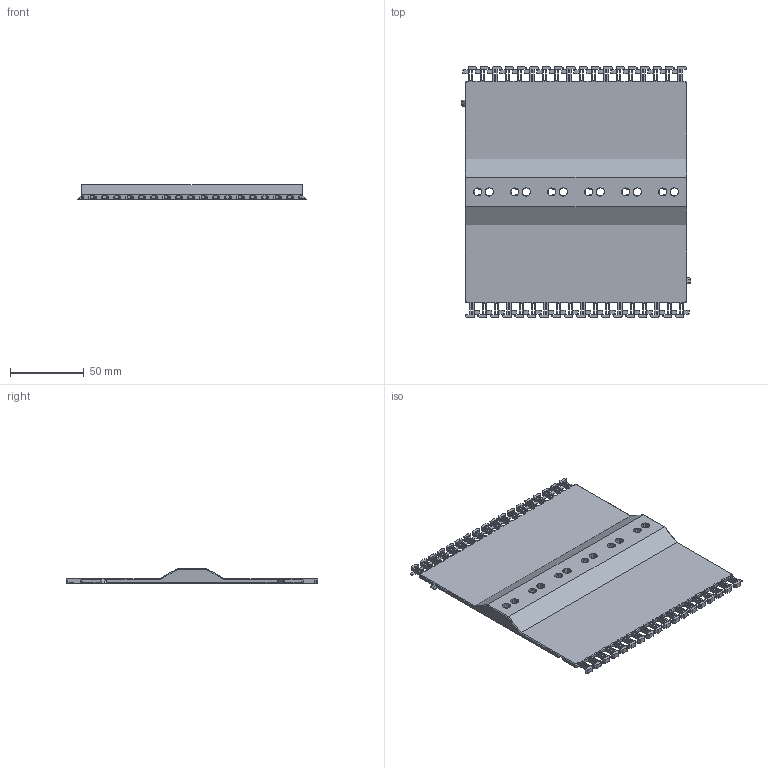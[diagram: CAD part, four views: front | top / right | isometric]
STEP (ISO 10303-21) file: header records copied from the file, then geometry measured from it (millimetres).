
FILE_DESCRIPTION(('FreeCAD Model'),'2;1');
FILE_NAME('Open CASCADE Shape Model','2025-04-22T17:39:19',(''),(''), 'Open CASCADE STEP processor 7.8','FreeCAD','Unknown');
FILE_SCHEMA(('AUTOMOTIVE_DESIGN { 1 0 10303 214 1 1 1 1 }'));
Length unit declared in the file: millimetre
Products named in the file (1): Comb
Bounding box: 154.8 x 170 x 10 mm (x, y, z)
Volume: 98436.9 mm3; surface area: 56921.6 mm2
Topology: 1 solids, 1 shells, 1254 faces, 3702 edges, 2452 vertices
Faces by surface type: plane 746, cylinder 466, extrusion 30, cone 12
Full cylindrical faces by diameter (mm): 5.4 x6
Entity records: 44480 total; most frequent: CARTESIAN_POINT 9679, ORIENTED_EDGE 7404, DIRECTION 7334, EDGE_CURVE 3702, VECTOR 2544, LINE 2514, VERTEX_POINT 2452, AXIS2_PLACEMENT_3D 2395
